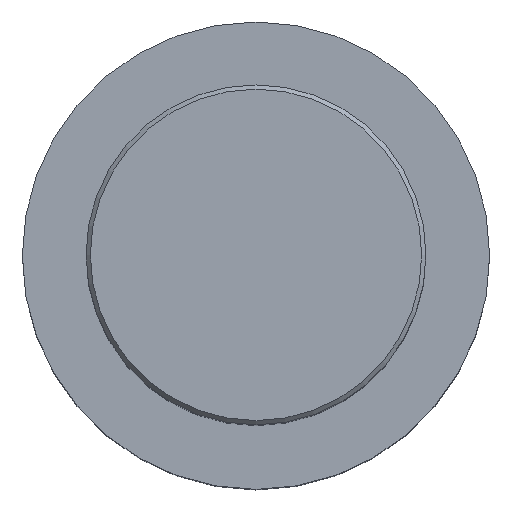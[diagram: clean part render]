
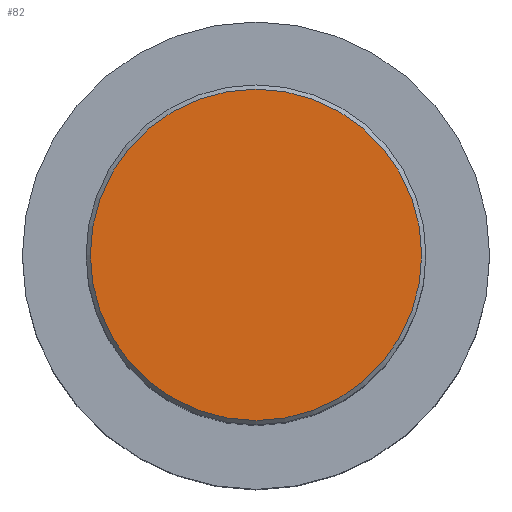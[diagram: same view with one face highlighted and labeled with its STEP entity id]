
A CAD part, top view. The second image highlights one B-rep face of the part: STEP entity #82.
In plain terms, the highlighted planar face has unit normal (0, 0, 1).
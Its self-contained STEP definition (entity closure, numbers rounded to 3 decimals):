
#82 = ADVANCED_FACE( '', ( #106 ), #107, .T. );
#106 = FACE_OUTER_BOUND( '', #132, .T. );
#107 = PLANE( '', #133 );
#132 = EDGE_LOOP( '', ( #172 ) );
#133 = AXIS2_PLACEMENT_3D( '', #173, #174, #175 );
#172 = ORIENTED_EDGE( '', *, *, #184, .T. );
#173 = CARTESIAN_POINT( '', ( 0., 0., 22. ) );
#174 = DIRECTION( '', ( 0., 0., 1. ) );
#175 = DIRECTION( '', ( 1., 0., 0. ) );
#184 = EDGE_CURVE( '', #196, #196, #197, .T. );
#196 = VERTEX_POINT( '', #212 );
#197 = CIRCLE( '', #213, 7.8 );
#212 = CARTESIAN_POINT( '', ( 7.8, 0., 22. ) );
#213 = AXIS2_PLACEMENT_3D( '', #231, #232, #233 );
#231 = CARTESIAN_POINT( '', ( 0., 0., 22. ) );
#232 = DIRECTION( '', ( 0., 0., 1. ) );
#233 = DIRECTION( '', ( 1., 0., 0. ) );
